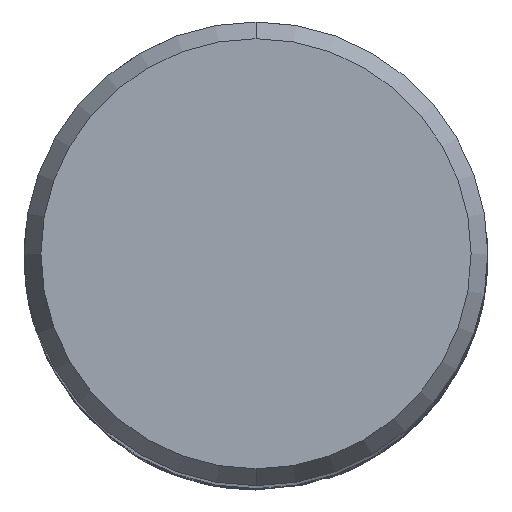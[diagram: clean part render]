
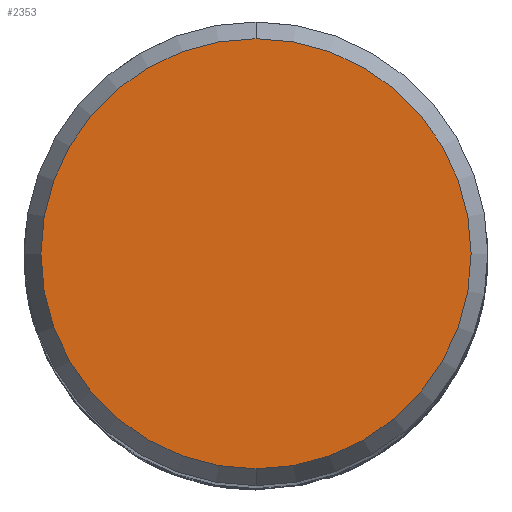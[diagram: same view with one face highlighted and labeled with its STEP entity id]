
A CAD part, top view. The second image highlights one B-rep face of the part: STEP entity #2353.
In plain terms, the highlighted planar face has unit normal (0, 0, 1).
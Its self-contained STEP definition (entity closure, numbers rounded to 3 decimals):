
#2353=ADVANCED_FACE('',(#4992),#4993,.T.);
#2865=VERTEX_POINT('',#5543);
#3037=EDGE_CURVE('',#3055,#2865,#5733,.T.);
#3055=VERTEX_POINT('',#5753);
#3347=EDGE_CURVE('',#2865,#3055,#6067,.T.);
#4992=FACE_OUTER_BOUND('',#16016,.T.);
#4993=PLANE('',#16017);
#5543=CARTESIAN_POINT('',(0.,-7.423,0.0));
#5733=CIRCLE('',#23876,7.423);
#5753=CARTESIAN_POINT('',(0.0,7.423,0.0));
#6067=CIRCLE('',#27565,7.423);
#16016=EDGE_LOOP('',(#33273,#33274));
#16017=AXIS2_PLACEMENT_3D('',#33275,#33276,#33277);
#23876=AXIS2_PLACEMENT_3D('',#33937,#33938,#33939);
#27565=AXIS2_PLACEMENT_3D('',#34244,#34245,#34246);
#33273=ORIENTED_EDGE('',*,*,#3037,.F.);
#33274=ORIENTED_EDGE('',*,*,#3347,.F.);
#33275=CARTESIAN_POINT('',(0.0,3.711,0.0));
#33276=DIRECTION('',(-0.0,0.0,1.0));
#33277=DIRECTION('',(0.0,-1.0,0.0));
#33937=CARTESIAN_POINT('',(0.0,0.0,0.0));
#33938=DIRECTION('',(0.0,0.0,-1.0));
#33939=DIRECTION('',(0.0,1.0,0.0));
#34244=CARTESIAN_POINT('',(0.0,0.0,0.0));
#34245=DIRECTION('',(0.0,0.0,-1.0));
#34246=DIRECTION('',(0.0,1.0,0.0));
